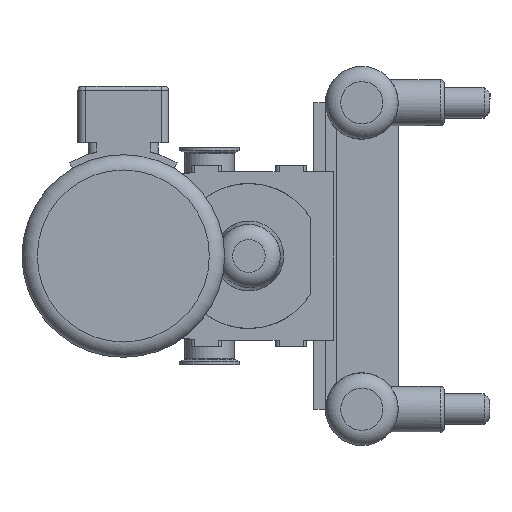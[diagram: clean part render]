
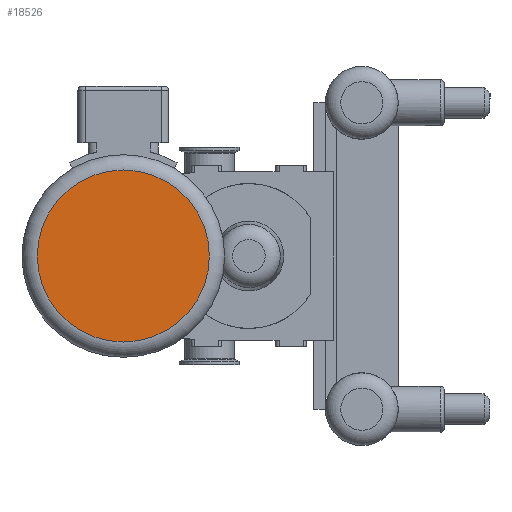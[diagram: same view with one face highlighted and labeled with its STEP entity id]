
A CAD part, left-side view. The second image highlights one B-rep face of the part: STEP entity #18526.
In plain terms, the highlighted planar face has unit normal (-1, 0, 0).
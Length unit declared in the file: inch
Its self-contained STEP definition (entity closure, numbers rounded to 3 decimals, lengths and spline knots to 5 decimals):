
#1329=PLANE('',#20379);
#5355=FACE_OUTER_BOUND('',#6456,.T.);
#6456=EDGE_LOOP('',(#17082,#17083));
#7321=CIRCLE('',#20380,2.8065);
#7322=CIRCLE('',#20381,2.8065);
#9085=VERTEX_POINT('',#36112);
#9086=VERTEX_POINT('',#36113);
#11779=EDGE_CURVE('',#9085,#9086,#7321,.T.);
#11780=EDGE_CURVE('',#9086,#9085,#7322,.T.);
#17082=ORIENTED_EDGE('',*,*,#11779,.F.);
#17083=ORIENTED_EDGE('',*,*,#11780,.F.);
#18526=ADVANCED_FACE('',(#5355),#1329,.T.);
#20379=AXIS2_PLACEMENT_3D('',#36111,#25389,#25390);
#20380=AXIS2_PLACEMENT_3D('',#36114,#25391,#25392);
#20381=AXIS2_PLACEMENT_3D('',#36115,#25393,#25394);
#25389=DIRECTION('center_axis',(-1.,0.,0.));
#25390=DIRECTION('ref_axis',(0.,1.,0.));
#25391=DIRECTION('center_axis',(1.,0.,0.));
#25392=DIRECTION('ref_axis',(0.,0.,
1.));
#25393=DIRECTION('center_axis',(1.,0.,0.));
#25394=DIRECTION('ref_axis',(0.,0.,
1.));
#36111=CARTESIAN_POINT('Origin',(-28.929,2.813,-3.3065));
#36112=CARTESIAN_POINT('',(-28.929,2.813,-2.8065));
#36113=CARTESIAN_POINT('',(-28.929,5.6195,0.));
#36114=CARTESIAN_POINT('Origin',(-28.929,2.813,0.));
#36115=CARTESIAN_POINT('Origin',(-28.929,2.813,0.));
